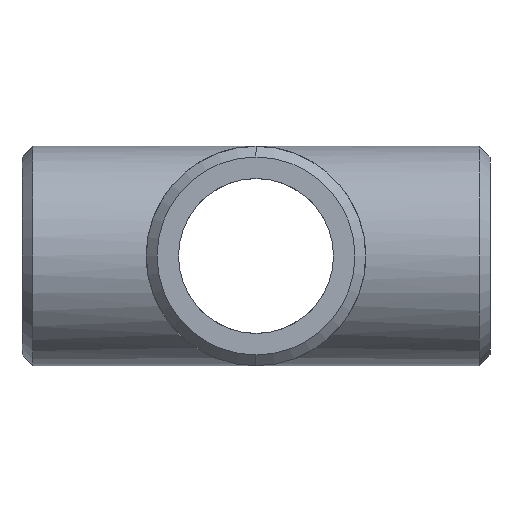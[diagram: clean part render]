
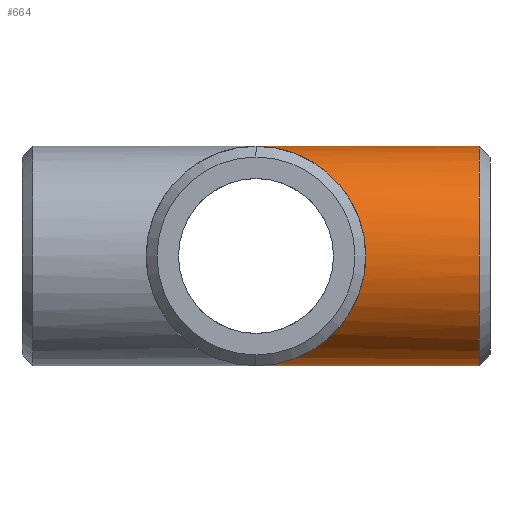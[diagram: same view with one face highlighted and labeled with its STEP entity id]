
A CAD part, left-side view. The second image highlights one B-rep face of the part: STEP entity #664.
In plain terms, the highlighted cylindrical face has radius 13.335 mm (diameter 26.67 mm), a partial arc.
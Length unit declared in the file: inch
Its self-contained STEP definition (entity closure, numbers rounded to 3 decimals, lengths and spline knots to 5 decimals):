
#25 = EDGE_CURVE ( 'NONE', #549, #674, #316, .T. ) ;
#61 = DIRECTION ( 'NONE',  ( 0., 1., 0. ) ) ;
#66 = CARTESIAN_POINT ( 'NONE',  ( 0., 0., 0.525 ) ) ;
#82 = EDGE_CURVE ( 'NONE', #302, #549, #779, .T. ) ;
#86 = CYLINDRICAL_SURFACE ( 'NONE', #293, 0.525 ) ;
#104 = ORIENTED_EDGE ( 'NONE', *, *, #25, .T. ) ;
#117 = EDGE_CURVE ( 'NONE', #302, #793, #428, .T. ) ;
#130 = CARTESIAN_POINT ( 'NONE',  ( 0., 0., -0.525 ) ) ;
#141 = EDGE_CURVE ( 'NONE', #793, #674, #694, .T. ) ;
#147 = VECTOR ( 'NONE', #307, 39.37008 ) ;
#188 = ORIENTED_EDGE ( 'NONE', *, *, #117, .F. ) ;
#190 = CARTESIAN_POINT ( 'NONE',  ( 0., -1.06867, 0. ) ) ;
#194 = CARTESIAN_POINT ( 'NONE',  ( -1.05, -1.05, -0.525 ) ) ;
#207 = CARTESIAN_POINT ( 'NONE',  ( 0., -1.12, 0. ) ) ;
#233 = CARTESIAN_POINT ( 'NONE',  ( 0., 0., -0.525 ) ) ;
#242 = EDGE_LOOP ( 'NONE', ( #299, #104, #372, #188 ) ) ;
#269 = FACE_OUTER_BOUND ( 'NONE', #242, .T. ) ;
#293 = AXIS2_PLACEMENT_3D ( 'NONE', #207, #337, #635 ) ;
#299 = ORIENTED_EDGE ( 'NONE', *, *, #82, .T. ) ;
#302 = VERTEX_POINT ( 'NONE', #460 ) ;
#307 = DIRECTION ( 'NONE',  ( 0., 1., 0. ) ) ;
#316 = LINE ( 'NONE', #677, #147 ) ;
#337 = DIRECTION ( 'NONE',  ( 0., 1., 0. ) ) ;
#372 = ORIENTED_EDGE ( 'NONE', *, *, #141, .F. ) ;
#379 = CARTESIAN_POINT ( 'NONE',  ( -1.05, -1.05, 0.525 ) ) ;
#383 = CARTESIAN_POINT ( 'NONE',  ( 0., -1.12, -0.525 ) ) ;
#397 = AXIS2_PLACEMENT_3D ( 'NONE', #190, #61, #556 ) ;
#428 = LINE ( 'NONE', #383, #641 ) ;
#435 = CARTESIAN_POINT ( 'NONE',  ( 0., -1.06867, 0.525 ) ) ;
#460 = CARTESIAN_POINT ( 'NONE',  ( 0., -1.06867, -0.525 ) ) ;
#549 = VERTEX_POINT ( 'NONE', #435 ) ;
#556 = DIRECTION ( 'NONE',  ( 0., 0., -1. ) ) ;
#576 = CARTESIAN_POINT ( 'NONE',  ( 0., 0., 0.525 ) ) ;
#635 = DIRECTION ( 'NONE',  ( 0., 0., -1. ) ) ;
#641 = VECTOR ( 'NONE', #741, 39.37008 ) ;
#664 = ADVANCED_FACE ( 'NONE', ( #269 ), #86, .T. ) ;
#674 = VERTEX_POINT ( 'NONE', #576 ) ;
#677 = CARTESIAN_POINT ( 'NONE',  ( 0., -1.12, 0.525 ) ) ;
#694 =( BOUNDED_CURVE ( )  B_SPLINE_CURVE ( 3, ( #130, #194, #379, #66 ),
 .UNSPECIFIED., .F., .T. ) 
 B_SPLINE_CURVE_WITH_KNOTS ( ( 4, 4 ),
 ( 4.71239, 7.85398 ),
 .UNSPECIFIED. ) 
 CURVE ( )  GEOMETRIC_REPRESENTATION_ITEM ( )  RATIONAL_B_SPLINE_CURVE ( ( 1., 0.333, 0.333, 1. ) ) 
 REPRESENTATION_ITEM ( '' )  );
#741 = DIRECTION ( 'NONE',  ( 0., 1., 0. ) ) ;
#779 = CIRCLE ( 'NONE', #397, 0.525 ) ;
#793 = VERTEX_POINT ( 'NONE', #233 ) ;
